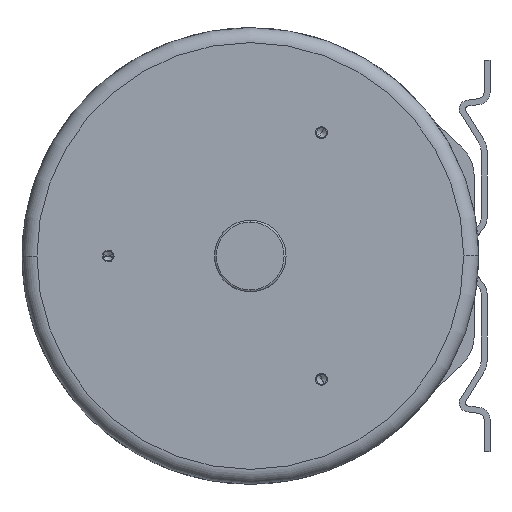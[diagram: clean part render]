
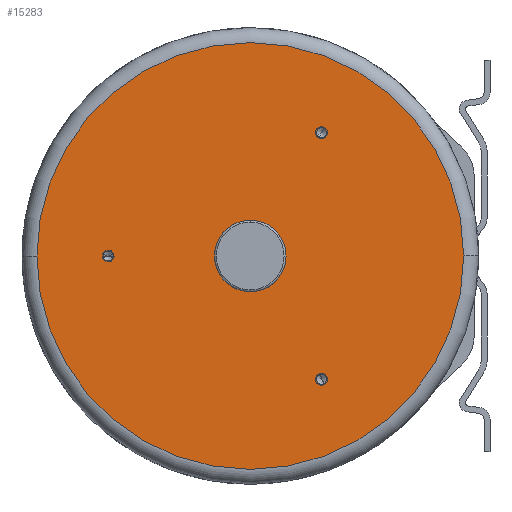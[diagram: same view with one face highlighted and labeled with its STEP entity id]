
A CAD part, left-side view. The second image highlights one B-rep face of the part: STEP entity #15283.
In plain terms, the highlighted planar face has unit normal (-1, 0, 0).
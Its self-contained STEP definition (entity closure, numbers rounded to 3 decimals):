
#315=CARTESIAN_POINT('',(-139.,0.,0.));
#316=DIRECTION('',(-1.,0.,0.));
#317=DIRECTION('',(0.,0.,1.));
#318=AXIS2_PLACEMENT_3D('',#315,#316,#317);
#320=CARTESIAN_POINT('',(-139.,0.,0.));
#321=DIRECTION('',(-1.,0.,0.));
#322=DIRECTION('',(0.,0.,-1.));
#323=AXIS2_PLACEMENT_3D('',#320,#321,#322);
#325=CARTESIAN_POINT('',(-139.,143.,0.));
#326=DIRECTION('',(-1.,0.,0.));
#327=DIRECTION('',(0.,1.,0.));
#328=AXIS2_PLACEMENT_3D('',#325,#326,#327);
#330=CARTESIAN_POINT('',(-139.,143.,0.));
#331=DIRECTION('',(-1.,0.,0.));
#332=DIRECTION('',(0.,-1.,0.));
#333=AXIS2_PLACEMENT_3D('',#330,#331,#332);
#335=CARTESIAN_POINT('',(-139.,-71.5,123.842));
#336=DIRECTION('',(-1.,0.,0.));
#337=DIRECTION('',(0.,-0.5,0.866));
#338=AXIS2_PLACEMENT_3D('',#335,#336,#337);
#340=CARTESIAN_POINT('',(-139.,-71.5,123.842));
#341=DIRECTION('',(-1.,0.,0.));
#342=DIRECTION('',(0.,0.5,-0.866));
#343=AXIS2_PLACEMENT_3D('',#340,#341,#342);
#345=CARTESIAN_POINT('',(-139.,-71.5,-123.842));
#346=DIRECTION('',(-1.,0.,0.));
#347=DIRECTION('',(0.,-0.5,-0.866));
#348=AXIS2_PLACEMENT_3D('',#345,#346,#347);
#350=CARTESIAN_POINT('',(-139.,-71.5,-123.842));
#351=DIRECTION('',(-1.,0.,0.));
#352=DIRECTION('',(0.,0.5,0.866));
#353=AXIS2_PLACEMENT_3D('',#350,#351,#352);
#355=CARTESIAN_POINT('',(-139.,0.,0.));
#356=DIRECTION('',(-1.,0.,0.));
#357=DIRECTION('',(0.,1.,0.));
#358=AXIS2_PLACEMENT_3D('',#355,#356,#357);
#360=CARTESIAN_POINT('',(-139.,0.,0.));
#361=DIRECTION('',(-1.,0.,0.));
#362=DIRECTION('',(0.,-1.,0.));
#363=AXIS2_PLACEMENT_3D('',#360,#361,#362);
#13001=CARTESIAN_POINT('',(-139.,148.1,0.));
#13002=CARTESIAN_POINT('',(-139.,137.9,0.));
#13003=VERTEX_POINT('',#13001);
#13004=VERTEX_POINT('',#13002);
#13011=CARTESIAN_POINT('',(-139.,-74.05,128.258));
#13012=CARTESIAN_POINT('',(-139.,-68.95,119.425));
#13013=VERTEX_POINT('',#13011);
#13014=VERTEX_POINT('',#13012);
#13021=CARTESIAN_POINT('',(-139.,-74.05,-128.258));
#13022=CARTESIAN_POINT('',(-139.,-68.95,-119.425));
#13023=VERTEX_POINT('',#13021);
#13024=VERTEX_POINT('',#13022);
#13035=CARTESIAN_POINT('',(-139.,0.,36.));
#13036=CARTESIAN_POINT('',(-139.,0.,-36.));
#13037=VERTEX_POINT('',#13035);
#13038=VERTEX_POINT('',#13036);
#13179=CARTESIAN_POINT('',(-139.,214.5,0.));
#13180=CARTESIAN_POINT('',(-139.,-214.5,0.));
#13181=VERTEX_POINT('',#13179);
#13182=VERTEX_POINT('',#13180);
#15248=CARTESIAN_POINT('',(-139.,0.,0.));
#15249=DIRECTION('',(1.,0.,0.));
#15250=DIRECTION('',(0.,-1.,0.));
#15251=AXIS2_PLACEMENT_3D('',#15248,#15249,#15250);
#15252=PLANE('',#15251);
#15254=ORIENTED_EDGE('',*,*,#15253,.F.);
#15256=ORIENTED_EDGE('',*,*,#15255,.F.);
#15257=EDGE_LOOP('',(#15254,#15256));
#15258=FACE_OUTER_BOUND('',#15257,.F.);
#15260=ORIENTED_EDGE('',*,*,#15259,.T.);
#15262=ORIENTED_EDGE('',*,*,#15261,.T.);
#15263=EDGE_LOOP('',(#15260,#15262));
#15264=FACE_BOUND('',#15263,.F.);
#15266=ORIENTED_EDGE('',*,*,#15265,.T.);
#15268=ORIENTED_EDGE('',*,*,#15267,.T.);
#15269=EDGE_LOOP('',(#15266,#15268));
#15270=FACE_BOUND('',#15269,.F.);
#15272=ORIENTED_EDGE('',*,*,#15271,.T.);
#15274=ORIENTED_EDGE('',*,*,#15273,.T.);
#15275=EDGE_LOOP('',(#15272,#15274));
#15276=FACE_BOUND('',#15275,.F.);
#15278=ORIENTED_EDGE('',*,*,#15277,.T.);
#15280=ORIENTED_EDGE('',*,*,#15279,.T.);
#15281=EDGE_LOOP('',(#15278,#15280));
#15282=FACE_BOUND('',#15281,.F.);
#15283=ADVANCED_FACE('',(#15258,#15264,#15270,#15276,#15282),#15252,.F.);
#319=CIRCLE('',#318,36.);
#324=CIRCLE('',#323,36.);
#329=CIRCLE('',#328,5.1);
#334=CIRCLE('',#333,5.1);
#339=CIRCLE('',#338,5.1);
#344=CIRCLE('',#343,5.1);
#349=CIRCLE('',#348,5.1);
#354=CIRCLE('',#353,5.1);
#359=CIRCLE('',#358,214.5);
#364=CIRCLE('',#363,214.5);
#15253=EDGE_CURVE('',#13181,#13182,#359,.T.);
#15255=EDGE_CURVE('',#13182,#13181,#364,.T.);
#15259=EDGE_CURVE('',#13037,#13038,#319,.T.);
#15261=EDGE_CURVE('',#13038,#13037,#324,.T.);
#15265=EDGE_CURVE('',#13003,#13004,#329,.T.);
#15267=EDGE_CURVE('',#13004,#13003,#334,.T.);
#15271=EDGE_CURVE('',#13013,#13014,#339,.T.);
#15273=EDGE_CURVE('',#13014,#13013,#344,.T.);
#15277=EDGE_CURVE('',#13023,#13024,#349,.T.);
#15279=EDGE_CURVE('',#13024,#13023,#354,.T.);
